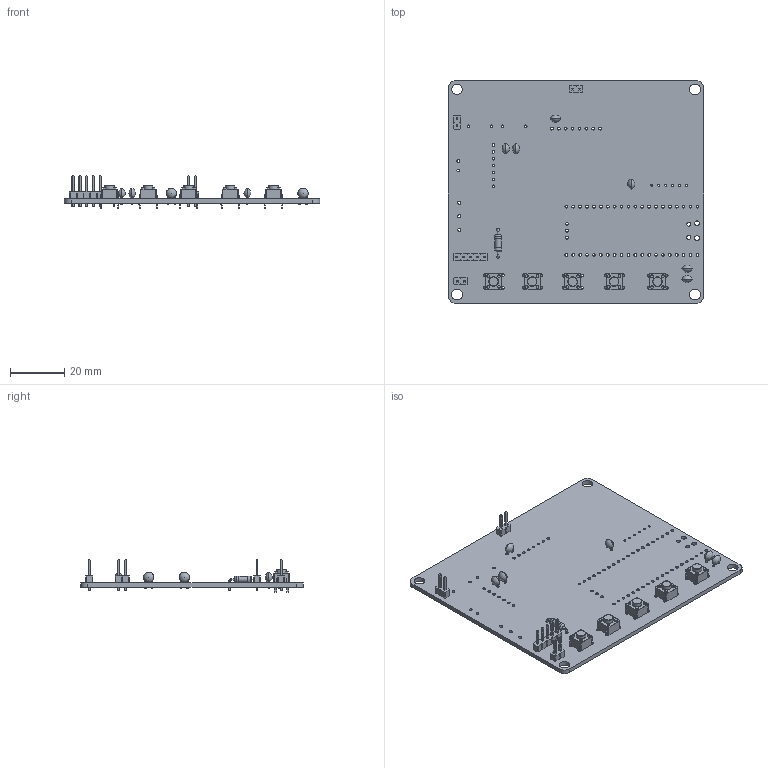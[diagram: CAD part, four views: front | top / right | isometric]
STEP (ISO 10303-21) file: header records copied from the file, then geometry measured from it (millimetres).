
FILE_DESCRIPTION(('KiCad electronic assembly'),'2;1');
FILE_NAME('Tortu.step','2025-02-07T17:25:04',('Pcbnew'),('Kicad'), 'Open CASCADE STEP processor 7.7','KiCad to STEP converter','Unknown' );
FILE_SCHEMA(('AUTOMOTIVE_DESIGN { 1 0 10303 214 1 1 1 1 }'));
Length unit declared in the file: millimetre
Products named in the file (12): Tortu 1; SW_PUSH_6mm_H5mm; SW_PUSH_6mm_h5mm; R_Axial_DIN0207_L6.3mm_D2.5mm_P10.16mm_Horizontal; R_Axial_DIN0207_L63mm_D25mm_P1016mm_Horizontal; C_Disc_D3.8mm_W2.6mm_P2.50mm; C_Disc_D38mm_W26mm_P250mm; PinHeader_1x02_P2.54mm_Vertical; PinHeader_1x02_P254mm_Vertical; PinHeader_1x05_P2.54mm_Vertical; PinHeader_1x05_P254mm_Vertical; Tortu_PCB
Assembly tree (22 placements, depth 3):
  Tortu 1
    SW_PUSH_6mm_H5mm  x5
      SW_PUSH_6mm_h5mm
    R_Axial_DIN0207_L6.3mm_D2.5mm_P10.16mm_Horizontal
      R_Axial_DIN0207_L63mm_D25mm_P1016mm_Horizontal
    C_Disc_D3.8mm_W2.6mm_P2.50mm  x6
      C_Disc_D38mm_W26mm_P250mm
    PinHeader_1x02_P2.54mm_Vertical  x3
      PinHeader_1x02_P254mm_Vertical
    PinHeader_1x05_P2.54mm_Vertical
      PinHeader_1x05_P254mm_Vertical
    Tortu_PCB
Bounding box: 93.98 x 81.92 x 12.04 mm (x, y, z)
Volume: 13164.5 mm3; surface area: 18305.9 mm2
Topology: 17 solids, 17 shells, 1018 faces, 2638 edges, 1693 vertices
Faces by surface type: plane 619, cylinder 354, revolution 24, sphere 12, torus 9
Full cylindrical faces by diameter (mm): 0.5 x12, 0.6 x4, 0.762 x6, 0.8 x10, 1 x56, 1.02 x43, 1.1 x20, 1.2 x3, 1.5 x2, 1.8 x2, 2.25 x1, 2.5 x2, 3.5 x5, 3.869 x1, 3.968 x3
Entity records: 16997 total; most frequent: CARTESIAN_POINT 2874, DIRECTION 2450, ORIENTED_EDGE 2298, EDGE_CURVE 1149, AXIS2_PLACEMENT_3D 840, LINE 766, VECTOR 766, VERTEX_POINT 740
